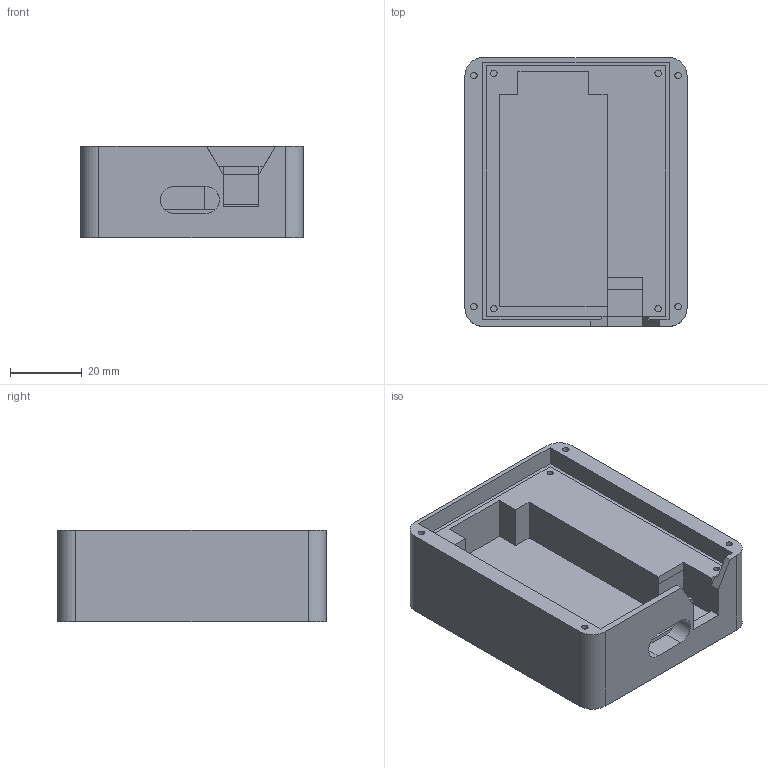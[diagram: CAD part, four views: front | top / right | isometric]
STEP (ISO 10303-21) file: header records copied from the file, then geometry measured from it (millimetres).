
FILE_DESCRIPTION(('FreeCAD Model'),'2;1');
FILE_NAME('Open CASCADE Shape Model','2026-02-18T13:36:53',(''),(''), 'Open CASCADE STEP processor 7.8','FreeCAD','Unknown');
FILE_SCHEMA(('AUTOMOTIVE_DESIGN { 1 0 10303 214 1 1 1 1 }'));
Length unit declared in the file: millimetre
Products named in the file (1): Box lower
Bounding box: 62 x 75 x 25.5 mm (x, y, z)
Volume: 71545.6 mm3; surface area: 20084.5 mm2
Topology: 1 solids, 1 shells, 62 faces, 155 edges, 102 vertices
Faces by surface type: plane 48, cylinder 14
Full cylindrical faces by diameter (mm): 1.8 x8
Entity records: 1863 total; most frequent: CARTESIAN_POINT 320, DIRECTION 311, ORIENTED_EDGE 310, EDGE_CURVE 155, LINE 125, VECTOR 125, VERTEX_POINT 102, AXIS2_PLACEMENT_3D 93
